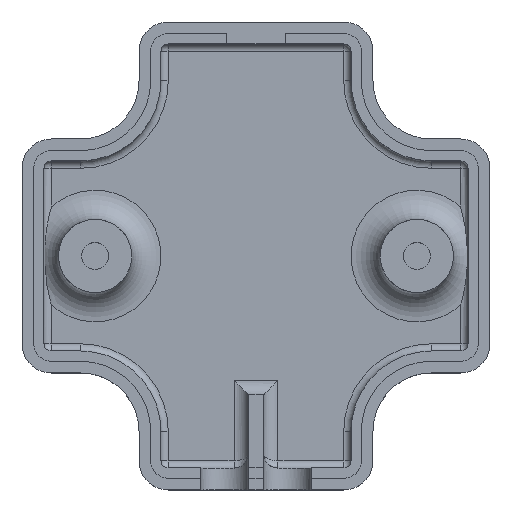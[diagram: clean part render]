
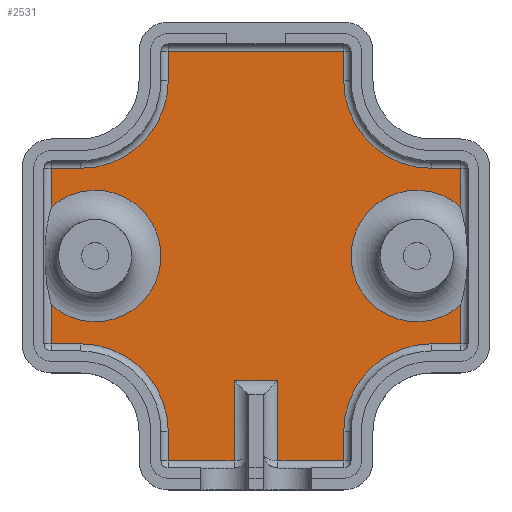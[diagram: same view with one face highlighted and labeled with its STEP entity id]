
A CAD part, top view. The second image highlights one B-rep face of the part: STEP entity #2531.
In plain terms, the highlighted planar face has unit normal (0, 0, 1).
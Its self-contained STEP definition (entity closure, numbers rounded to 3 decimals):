
#49=PLANE('',#2700);
#116=LINE('',#3952,#348);
#117=LINE('',#3955,#349);
#120=LINE('',#3961,#352);
#123=LINE('',#3985,#355);
#125=LINE('',#3991,#357);
#126=LINE('',#3993,#358);
#127=LINE('',#3997,#359);
#128=LINE('',#3999,#360);
#129=LINE('',#4003,#361);
#130=LINE('',#4005,#362);
#131=LINE('',#4009,#363);
#132=LINE('',#4011,#364);
#133=LINE('',#4013,#365);
#134=LINE('',#4017,#366);
#135=LINE('',#4019,#367);
#136=LINE('',#4023,#368);
#137=LINE('',#4025,#369);
#138=LINE('',#4028,#370);
#348=VECTOR('',#3016,5.5);
#349=VECTOR('',#3019,5.5);
#352=VECTOR('',#3026,3.);
#355=VECTOR('',#3033,4.5);
#357=VECTOR('',#3039,4.5);
#358=VECTOR('',#3040,2.);
#359=VECTOR('',#3043,2.);
#360=VECTOR('',#3044,2.646);
#361=VECTOR('',#3047,2.646);
#362=VECTOR('',#3048,2.);
#363=VECTOR('',#3051,2.);
#364=VECTOR('',#3052,12.);
#365=VECTOR('',#3053,2.);
#366=VECTOR('',#3056,2.);
#367=VECTOR('',#3057,2.646);
#368=VECTOR('',#3060,2.646);
#369=VECTOR('',#3061,2.);
#370=VECTOR('',#3064,2.);
#657=FACE_OUTER_BOUND('',#817,.T.);
#817=EDGE_LOOP('',(#1779,#1780,#1781,#1782,#1783,#1784,#1785,#1786,#1787,
#1788,#1789,#1790,#1791,#1792,#1793,#1794,#1795,#1796,#1797,#1798,#1799,
#1800,#1801,#1802));
#986=CIRCLE('',#2701,6.);
#987=CIRCLE('',#2702,4.5);
#988=CIRCLE('',#2703,6.);
#989=CIRCLE('',#2704,6.);
#990=CIRCLE('',#2705,4.5);
#991=CIRCLE('',#2706,6.);
#1127=VERTEX_POINT('',#3879);
#1133=VERTEX_POINT('',#3942);
#1136=VERTEX_POINT('',#3950);
#1137=VERTEX_POINT('',#3954);
#1141=VERTEX_POINT('',#3984);
#1143=VERTEX_POINT('',#3990);
#1144=VERTEX_POINT('',#3992);
#1145=VERTEX_POINT('',#3994);
#1146=VERTEX_POINT('',#3996);
#1147=VERTEX_POINT('',#3998);
#1148=VERTEX_POINT('',#4000);
#1149=VERTEX_POINT('',#4002);
#1150=VERTEX_POINT('',#4004);
#1151=VERTEX_POINT('',#4006);
#1152=VERTEX_POINT('',#4008);
#1153=VERTEX_POINT('',#4010);
#1154=VERTEX_POINT('',#4012);
#1155=VERTEX_POINT('',#4014);
#1156=VERTEX_POINT('',#4016);
#1157=VERTEX_POINT('',#4018);
#1158=VERTEX_POINT('',#4020);
#1159=VERTEX_POINT('',#4022);
#1160=VERTEX_POINT('',#4024);
#1161=VERTEX_POINT('',#4026);
#1374=EDGE_CURVE('',#1136,#1127,#116,.T.);
#1375=EDGE_CURVE('',#1133,#1137,#117,.T.);
#1379=EDGE_CURVE('',#1137,#1136,#120,.T.);
#1383=EDGE_CURVE('',#1141,#1127,#123,.T.);
#1386=EDGE_CURVE('',#1133,#1143,#125,.T.);
#1387=EDGE_CURVE('',#1143,#1144,#126,.T.);
#1388=EDGE_CURVE('',#1144,#1145,#986,.T.);
#1389=EDGE_CURVE('',#1145,#1146,#127,.T.);
#1390=EDGE_CURVE('',#1146,#1147,#128,.T.);
#1391=EDGE_CURVE('',#1148,#1147,#987,.T.);
#1392=EDGE_CURVE('',#1148,#1149,#129,.T.);
#1393=EDGE_CURVE('',#1149,#1150,#130,.T.);
#1394=EDGE_CURVE('',#1150,#1151,#988,.T.);
#1395=EDGE_CURVE('',#1151,#1152,#131,.T.);
#1396=EDGE_CURVE('',#1152,#1153,#132,.T.);
#1397=EDGE_CURVE('',#1153,#1154,#133,.T.);
#1398=EDGE_CURVE('',#1154,#1155,#989,.T.);
#1399=EDGE_CURVE('',#1155,#1156,#134,.T.);
#1400=EDGE_CURVE('',#1156,#1157,#135,.T.);
#1401=EDGE_CURVE('',#1158,#1157,#990,.T.);
#1402=EDGE_CURVE('',#1158,#1159,#136,.T.);
#1403=EDGE_CURVE('',#1159,#1160,#137,.T.);
#1404=EDGE_CURVE('',#1160,#1161,#991,.T.);
#1405=EDGE_CURVE('',#1161,#1141,#138,.T.);
#1779=ORIENTED_EDGE('',*,*,#1374,.F.);
#1780=ORIENTED_EDGE('',*,*,#1379,.F.);
#1781=ORIENTED_EDGE('',*,*,#1375,.F.);
#1782=ORIENTED_EDGE('',*,*,#1386,.T.);
#1783=ORIENTED_EDGE('',*,*,#1387,.T.);
#1784=ORIENTED_EDGE('',*,*,#1388,.T.);
#1785=ORIENTED_EDGE('',*,*,#1389,.T.);
#1786=ORIENTED_EDGE('',*,*,#1390,.T.);
#1787=ORIENTED_EDGE('',*,*,#1391,.F.);
#1788=ORIENTED_EDGE('',*,*,#1392,.T.);
#1789=ORIENTED_EDGE('',*,*,#1393,.T.);
#1790=ORIENTED_EDGE('',*,*,#1394,.T.);
#1791=ORIENTED_EDGE('',*,*,#1395,.T.);
#1792=ORIENTED_EDGE('',*,*,#1396,.T.);
#1793=ORIENTED_EDGE('',*,*,#1397,.T.);
#1794=ORIENTED_EDGE('',*,*,#1398,.T.);
#1795=ORIENTED_EDGE('',*,*,#1399,.T.);
#1796=ORIENTED_EDGE('',*,*,#1400,.T.);
#1797=ORIENTED_EDGE('',*,*,#1401,.F.);
#1798=ORIENTED_EDGE('',*,*,#1402,.T.);
#1799=ORIENTED_EDGE('',*,*,#1403,.T.);
#1800=ORIENTED_EDGE('',*,*,#1404,.T.);
#1801=ORIENTED_EDGE('',*,*,#1405,.T.);
#1802=ORIENTED_EDGE('',*,*,#1383,.T.);
#2531=ADVANCED_FACE('',(#657),#49,.T.);
#2700=AXIS2_PLACEMENT_3D('',#3989,#3037,#3038);
#2701=AXIS2_PLACEMENT_3D('',#3995,#3041,#3042);
#2702=AXIS2_PLACEMENT_3D('',#4001,#3045,#3046);
#2703=AXIS2_PLACEMENT_3D('',#4007,#3049,#3050);
#2704=AXIS2_PLACEMENT_3D('',#4015,#3054,#3055);
#2705=AXIS2_PLACEMENT_3D('',#4021,#3058,#3059);
#2706=AXIS2_PLACEMENT_3D('',#4027,#3062,#3063);
#3016=DIRECTION('',(0.,-1.,0.));
#3019=DIRECTION('',(0.,1.,0.));
#3026=DIRECTION('',(-1.,0.,0.));
#3033=DIRECTION('',(1.,0.,0.));
#3037=DIRECTION('center_axis',(0.,0.,1.));
#3038=DIRECTION('ref_axis',(1.,0.,0.));
#3039=DIRECTION('',(1.,0.,0.));
#3040=DIRECTION('',(0.,1.,0.));
#3041=DIRECTION('center_axis',(0.,0.,-1.));
#3042=DIRECTION('ref_axis',(-0.707,0.707,0.));
#3043=DIRECTION('',(1.,0.,0.));
#3044=DIRECTION('',(0.,1.,0.));
#3045=DIRECTION('center_axis',(0.,0.,1.));
#3046=DIRECTION('ref_axis',(-1.,0.,0.));
#3047=DIRECTION('',(0.,1.,0.));
#3048=DIRECTION('',(-1.,0.,0.));
#3049=DIRECTION('center_axis',(0.,0.,-1.));
#3050=DIRECTION('ref_axis',(-0.707,-0.707,0.));
#3051=DIRECTION('',(0.,1.,0.));
#3052=DIRECTION('',(-1.,0.,0.));
#3053=DIRECTION('',(0.,-1.,0.));
#3054=DIRECTION('center_axis',(0.,0.,-1.));
#3055=DIRECTION('ref_axis',(0.707,-0.707,0.));
#3056=DIRECTION('',(-1.,0.,0.));
#3057=DIRECTION('',(0.,-1.,0.));
#3058=DIRECTION('center_axis',(0.,0.,1.));
#3059=DIRECTION('ref_axis',(-1.,0.,0.));
#3060=DIRECTION('',(0.,-1.,0.));
#3061=DIRECTION('',(1.,0.,0.));
#3062=DIRECTION('center_axis',(0.,0.,-1.));
#3063=DIRECTION('ref_axis',(0.707,0.707,0.));
#3064=DIRECTION('',(0.,-1.,0.));
#3879=CARTESIAN_POINT('',(14.5,2.,1.5));
#3942=CARTESIAN_POINT('',(17.5,2.,1.5));
#3950=CARTESIAN_POINT('',(14.5,7.5,1.5));
#3952=CARTESIAN_POINT('',(14.5,7.758,1.5));
#3954=CARTESIAN_POINT('',(17.5,7.5,1.5));
#3955=CARTESIAN_POINT('',(17.5,8.508,1.5));
#3961=CARTESIAN_POINT('',(16.25,7.5,1.5));
#3984=CARTESIAN_POINT('',(10.,2.,1.5));
#3985=CARTESIAN_POINT('',(13.,2.,1.5));
#3989=CARTESIAN_POINT('Origin',(16.,15.516,1.5));
#3990=CARTESIAN_POINT('',(22.,2.,1.5));
#3991=CARTESIAN_POINT('',(13.,2.,1.5));
#3992=CARTESIAN_POINT('',(22.,4.,1.5));
#3993=CARTESIAN_POINT('',(22.,8.758,1.5));
#3994=CARTESIAN_POINT('',(28.,10.,1.5));
#3995=CARTESIAN_POINT('Origin',(28.,4.,1.5));
#3996=CARTESIAN_POINT('',(30.,10.,1.5));
#3997=CARTESIAN_POINT('',(22.,10.,1.5));
#3998=CARTESIAN_POINT('',(30.,12.646,1.5));
#3999=CARTESIAN_POINT('',(30.,12.758,1.5));
#4000=CARTESIAN_POINT('',(30.,19.354,1.5));
#4001=CARTESIAN_POINT('Origin',(27.,16.,1.5));
#4002=CARTESIAN_POINT('',(30.,22.,1.5));
#4003=CARTESIAN_POINT('',(30.,12.758,1.5));
#4004=CARTESIAN_POINT('',(28.,22.,1.5));
#4005=CARTESIAN_POINT('',(23.,22.,1.5));
#4006=CARTESIAN_POINT('',(22.,28.,1.5));
#4007=CARTESIAN_POINT('Origin',(28.,28.,1.5));
#4008=CARTESIAN_POINT('',(22.,30.,1.5));
#4009=CARTESIAN_POINT('',(22.,21.758,1.5));
#4010=CARTESIAN_POINT('',(10.,30.,1.5));
#4011=CARTESIAN_POINT('',(15.075,30.,1.5));
#4012=CARTESIAN_POINT('',(10.,28.,1.5));
#4013=CARTESIAN_POINT('',(10.,22.758,1.5));
#4014=CARTESIAN_POINT('',(4.,22.,1.5));
#4015=CARTESIAN_POINT('Origin',(4.,28.,1.5));
#4016=CARTESIAN_POINT('',(2.,22.,1.5));
#4017=CARTESIAN_POINT('',(10.,22.,1.5));
#4018=CARTESIAN_POINT('',(2.,19.354,1.5));
#4019=CARTESIAN_POINT('',(2.,18.758,1.5));
#4020=CARTESIAN_POINT('',(2.,12.646,1.5));
#4021=CARTESIAN_POINT('Origin',(5.,16.,1.5));
#4022=CARTESIAN_POINT('',(2.,10.,1.5));
#4023=CARTESIAN_POINT('',(2.,18.758,1.5));
#4024=CARTESIAN_POINT('',(4.,10.,1.5));
#4025=CARTESIAN_POINT('',(9.,10.,1.5));
#4026=CARTESIAN_POINT('',(10.,4.,1.5));
#4027=CARTESIAN_POINT('Origin',(4.,4.,1.5));
#4028=CARTESIAN_POINT('',(10.,9.758,1.5));
